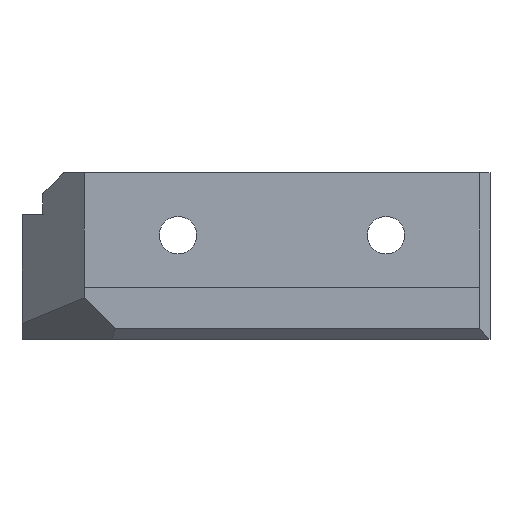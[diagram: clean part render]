
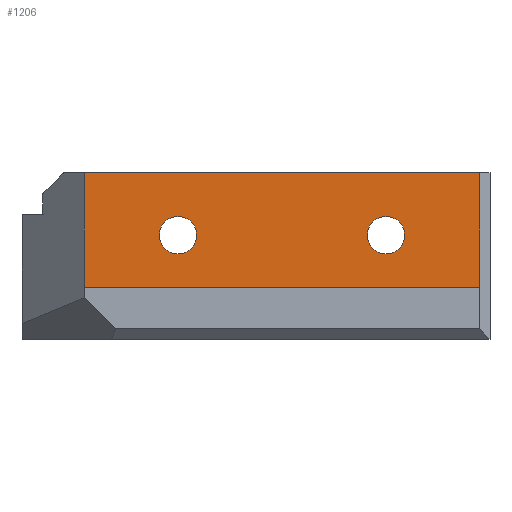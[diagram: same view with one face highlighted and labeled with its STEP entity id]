
A CAD part, left-side view. The second image highlights one B-rep face of the part: STEP entity #1206.
In plain terms, the highlighted planar face has unit normal (-1, 0, 0).
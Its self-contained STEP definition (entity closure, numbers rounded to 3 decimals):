
#100 = PLANE('',#101);
#101 = AXIS2_PLACEMENT_3D('',#102,#103,#104);
#102 = CARTESIAN_POINT('',(11.107,-2.893,-1.));
#103 = DIRECTION('',(-0.707,0.707,0.));
#104 = DIRECTION('',(-0.,0.,-1.));
#408 = VERTEX_POINT('',#409);
#409 = CARTESIAN_POINT('',(0.,-14.,5.));
#425 = PLANE('',#426);
#426 = AXIS2_PLACEMENT_3D('',#427,#428,#429);
#427 = CARTESIAN_POINT('',(0.,-8.,0.));
#428 = DIRECTION('',(1.,0.,0.));
#429 = DIRECTION('',(0.,0.,-1.));
#545 = VERTEX_POINT('',#546);
#546 = CARTESIAN_POINT('',(0.,-14.,16.));
#560 = PLANE('',#561);
#561 = AXIS2_PLACEMENT_3D('',#562,#563,#564);
#562 = CARTESIAN_POINT('',(0.,-8.,16.));
#563 = DIRECTION('',(0.,0.,1.));
#564 = DIRECTION('',(-1.,0.,0.));
#572 = EDGE_CURVE('',#545,#408,#573,.T.);
#573 = SURFACE_CURVE('',#574,(#578,#585),.PCURVE_S1.);
#574 = LINE('',#575,#576);
#575 = CARTESIAN_POINT('',(0.,-14.,-0.5));
#576 = VECTOR('',#577,1.);
#577 = DIRECTION('',(0.,0.,-1.));
#578 = PCURVE('',#100,#579);
#579 = DEFINITIONAL_REPRESENTATION('',(#580),#584);
#580 = LINE('',#581,#582);
#581 = CARTESIAN_POINT('',(-0.5,15.707));
#582 = VECTOR('',#583,1.);
#583 = DIRECTION('',(1.,-0.));
#584 = ( GEOMETRIC_REPRESENTATION_CONTEXT(2) 
PARAMETRIC_REPRESENTATION_CONTEXT() REPRESENTATION_CONTEXT('2D SPACE',''
  ) );
#585 = PCURVE('',#586,#591);
#586 = PLANE('',#587);
#587 = AXIS2_PLACEMENT_3D('',#588,#589,#590);
#588 = CARTESIAN_POINT('',(0.,-8.,0.));
#589 = DIRECTION('',(1.,0.,0.));
#590 = DIRECTION('',(0.,0.,-1.));
#591 = DEFINITIONAL_REPRESENTATION('',(#592),#596);
#592 = LINE('',#593,#594);
#593 = CARTESIAN_POINT('',(0.5,-6.));
#594 = VECTOR('',#595,1.);
#595 = DIRECTION('',(1.,-0.));
#596 = ( GEOMETRIC_REPRESENTATION_CONTEXT(2) 
PARAMETRIC_REPRESENTATION_CONTEXT() REPRESENTATION_CONTEXT('2D SPACE',''
  ) );
#1133 = EDGE_CURVE('',#408,#1134,#1136,.T.);
#1134 = VERTEX_POINT('',#1135);
#1135 = CARTESIAN_POINT('',(0.,-52.,5.));
#1136 = SURFACE_CURVE('',#1137,(#1141,#1148),.PCURVE_S1.);
#1137 = LINE('',#1138,#1139);
#1138 = CARTESIAN_POINT('',(0.,-8.,5.));
#1139 = VECTOR('',#1140,1.);
#1140 = DIRECTION('',(-0.,-1.,-0.));
#1141 = PCURVE('',#425,#1142);
#1142 = DEFINITIONAL_REPRESENTATION('',(#1143),#1147);
#1143 = LINE('',#1144,#1145);
#1144 = CARTESIAN_POINT('',(-5.,0.));
#1145 = VECTOR('',#1146,1.);
#1146 = DIRECTION('',(-0.,-1.));
#1147 = ( GEOMETRIC_REPRESENTATION_CONTEXT(2) 
PARAMETRIC_REPRESENTATION_CONTEXT() REPRESENTATION_CONTEXT('2D SPACE',''
  ) );
#1148 = PCURVE('',#586,#1149);
#1149 = DEFINITIONAL_REPRESENTATION('',(#1150),#1154);
#1150 = LINE('',#1151,#1152);
#1151 = CARTESIAN_POINT('',(-5.,0.));
#1152 = VECTOR('',#1153,1.);
#1153 = DIRECTION('',(-0.,-1.));
#1154 = ( GEOMETRIC_REPRESENTATION_CONTEXT(2) 
PARAMETRIC_REPRESENTATION_CONTEXT() REPRESENTATION_CONTEXT('2D SPACE',''
  ) );
#1195 = PLANE('',#1196);
#1196 = AXIS2_PLACEMENT_3D('',#1197,#1198,#1199);
#1197 = CARTESIAN_POINT('',(-10.107,-41.893,-1.));
#1198 = DIRECTION('',(-0.707,-0.707,0.));
#1199 = DIRECTION('',(0.,0.,-1.));
#1206 = ADVANCED_FACE('',(#1207,#1255,#1290),#586,.F.);
#1207 = FACE_BOUND('',#1208,.T.);
#1208 = EDGE_LOOP('',(#1209,#1232,#1233,#1234));
#1209 = ORIENTED_EDGE('',*,*,#1210,.F.);
#1210 = EDGE_CURVE('',#545,#1211,#1213,.T.);
#1211 = VERTEX_POINT('',#1212);
#1212 = CARTESIAN_POINT('',(0.,-52.,16.));
#1213 = SURFACE_CURVE('',#1214,(#1218,#1225),.PCURVE_S1.);
#1214 = LINE('',#1215,#1216);
#1215 = CARTESIAN_POINT('',(0.,-8.,16.));
#1216 = VECTOR('',#1217,1.);
#1217 = DIRECTION('',(-0.,-1.,-0.));
#1218 = PCURVE('',#586,#1219);
#1219 = DEFINITIONAL_REPRESENTATION('',(#1220),#1224);
#1220 = LINE('',#1221,#1222);
#1221 = CARTESIAN_POINT('',(-16.,0.));
#1222 = VECTOR('',#1223,1.);
#1223 = DIRECTION('',(-0.,-1.));
#1224 = ( GEOMETRIC_REPRESENTATION_CONTEXT(2) 
PARAMETRIC_REPRESENTATION_CONTEXT() REPRESENTATION_CONTEXT('2D SPACE',''
  ) );
#1225 = PCURVE('',#560,#1226);
#1226 = DEFINITIONAL_REPRESENTATION('',(#1227),#1231);
#1227 = LINE('',#1228,#1229);
#1228 = CARTESIAN_POINT('',(-0.,-0.));
#1229 = VECTOR('',#1230,1.);
#1230 = DIRECTION('',(-0.,1.));
#1231 = ( GEOMETRIC_REPRESENTATION_CONTEXT(2) 
PARAMETRIC_REPRESENTATION_CONTEXT() REPRESENTATION_CONTEXT('2D SPACE',''
  ) );
#1232 = ORIENTED_EDGE('',*,*,#572,.T.);
#1233 = ORIENTED_EDGE('',*,*,#1133,.T.);
#1234 = ORIENTED_EDGE('',*,*,#1235,.T.);
#1235 = EDGE_CURVE('',#1134,#1211,#1236,.T.);
#1236 = SURFACE_CURVE('',#1237,(#1241,#1248),.PCURVE_S1.);
#1237 = LINE('',#1238,#1239);
#1238 = CARTESIAN_POINT('',(0.,-52.,-0.5));
#1239 = VECTOR('',#1240,1.);
#1240 = DIRECTION('',(0.,0.,1.));
#1241 = PCURVE('',#586,#1242);
#1242 = DEFINITIONAL_REPRESENTATION('',(#1243),#1247);
#1243 = LINE('',#1244,#1245);
#1244 = CARTESIAN_POINT('',(0.5,-44.));
#1245 = VECTOR('',#1246,1.);
#1246 = DIRECTION('',(-1.,0.));
#1247 = ( GEOMETRIC_REPRESENTATION_CONTEXT(2) 
PARAMETRIC_REPRESENTATION_CONTEXT() REPRESENTATION_CONTEXT('2D SPACE',''
  ) );
#1248 = PCURVE('',#1195,#1249);
#1249 = DEFINITIONAL_REPRESENTATION('',(#1250),#1254);
#1250 = LINE('',#1251,#1252);
#1251 = CARTESIAN_POINT('',(-0.5,14.293));
#1252 = VECTOR('',#1253,1.);
#1253 = DIRECTION('',(-1.,-0.));
#1254 = ( GEOMETRIC_REPRESENTATION_CONTEXT(2) 
PARAMETRIC_REPRESENTATION_CONTEXT() REPRESENTATION_CONTEXT('2D SPACE',''
  ) );
#1255 = FACE_BOUND('',#1256,.T.);
#1256 = EDGE_LOOP('',(#1257));
#1257 = ORIENTED_EDGE('',*,*,#1258,.F.);
#1258 = EDGE_CURVE('',#1259,#1259,#1261,.T.);
#1259 = VERTEX_POINT('',#1260);
#1260 = CARTESIAN_POINT('',(0.,-43.,8.2));
#1261 = SURFACE_CURVE('',#1262,(#1267,#1278),.PCURVE_S1.);
#1262 = CIRCLE('',#1263,1.8);
#1263 = AXIS2_PLACEMENT_3D('',#1264,#1265,#1266);
#1264 = CARTESIAN_POINT('',(0.,-43.,10.));
#1265 = DIRECTION('',(-1.,0.,0.));
#1266 = DIRECTION('',(0.,-0.,-1.));
#1267 = PCURVE('',#586,#1268);
#1268 = DEFINITIONAL_REPRESENTATION('',(#1269),#1277);
#1269 = ( BOUNDED_CURVE() B_SPLINE_CURVE(2,(#1270,#1271,#1272,#1273,
#1274,#1275,#1276),.UNSPECIFIED.,.T.,.F.) B_SPLINE_CURVE_WITH_KNOTS((1,2
    ,2,2,2,1),(-2.094,0.,2.094,4.189,
6.283,8.378),.UNSPECIFIED.) CURVE() 
GEOMETRIC_REPRESENTATION_ITEM() RATIONAL_B_SPLINE_CURVE((1.,0.5,1.,0.5,
1.,0.5,1.)) REPRESENTATION_ITEM('') );
#1270 = CARTESIAN_POINT('',(-8.2,-35.));
#1271 = CARTESIAN_POINT('',(-8.2,-38.118));
#1272 = CARTESIAN_POINT('',(-10.9,-36.559));
#1273 = CARTESIAN_POINT('',(-13.6,-35.));
#1274 = CARTESIAN_POINT('',(-10.9,-33.441));
#1275 = CARTESIAN_POINT('',(-8.2,-31.882));
#1276 = CARTESIAN_POINT('',(-8.2,-35.));
#1277 = ( GEOMETRIC_REPRESENTATION_CONTEXT(2) 
PARAMETRIC_REPRESENTATION_CONTEXT() REPRESENTATION_CONTEXT('2D SPACE',''
  ) );
#1278 = PCURVE('',#1279,#1284);
#1279 = CYLINDRICAL_SURFACE('',#1280,1.8);
#1280 = AXIS2_PLACEMENT_3D('',#1281,#1282,#1283);
#1281 = CARTESIAN_POINT('',(-1.,-43.,10.));
#1282 = DIRECTION('',(1.,0.,0.));
#1283 = DIRECTION('',(0.,0.,-1.));
#1284 = DEFINITIONAL_REPRESENTATION('',(#1285),#1289);
#1285 = LINE('',#1286,#1287);
#1286 = CARTESIAN_POINT('',(-0.,1.));
#1287 = VECTOR('',#1288,1.);
#1288 = DIRECTION('',(-1.,0.));
#1289 = ( GEOMETRIC_REPRESENTATION_CONTEXT(2) 
PARAMETRIC_REPRESENTATION_CONTEXT() REPRESENTATION_CONTEXT('2D SPACE',''
  ) );
#1290 = FACE_BOUND('',#1291,.T.);
#1291 = EDGE_LOOP('',(#1292));
#1292 = ORIENTED_EDGE('',*,*,#1293,.F.);
#1293 = EDGE_CURVE('',#1294,#1294,#1296,.T.);
#1294 = VERTEX_POINT('',#1295);
#1295 = CARTESIAN_POINT('',(0.,-23.,8.2));
#1296 = SURFACE_CURVE('',#1297,(#1302,#1313),.PCURVE_S1.);
#1297 = CIRCLE('',#1298,1.8);
#1298 = AXIS2_PLACEMENT_3D('',#1299,#1300,#1301);
#1299 = CARTESIAN_POINT('',(0.,-23.,10.));
#1300 = DIRECTION('',(-1.,0.,0.));
#1301 = DIRECTION('',(0.,-0.,-1.));
#1302 = PCURVE('',#586,#1303);
#1303 = DEFINITIONAL_REPRESENTATION('',(#1304),#1312);
#1304 = ( BOUNDED_CURVE() B_SPLINE_CURVE(2,(#1305,#1306,#1307,#1308,
#1309,#1310,#1311),.UNSPECIFIED.,.T.,.F.) B_SPLINE_CURVE_WITH_KNOTS((1,2
    ,2,2,2,1),(-2.094,0.,2.094,4.189,
6.283,8.378),.UNSPECIFIED.) CURVE() 
GEOMETRIC_REPRESENTATION_ITEM() RATIONAL_B_SPLINE_CURVE((1.,0.5,1.,0.5,
1.,0.5,1.)) REPRESENTATION_ITEM('') );
#1305 = CARTESIAN_POINT('',(-8.2,-15.));
#1306 = CARTESIAN_POINT('',(-8.2,-18.118));
#1307 = CARTESIAN_POINT('',(-10.9,-16.559));
#1308 = CARTESIAN_POINT('',(-13.6,-15.));
#1309 = CARTESIAN_POINT('',(-10.9,-13.441));
#1310 = CARTESIAN_POINT('',(-8.2,-11.882));
#1311 = CARTESIAN_POINT('',(-8.2,-15.));
#1312 = ( GEOMETRIC_REPRESENTATION_CONTEXT(2) 
PARAMETRIC_REPRESENTATION_CONTEXT() REPRESENTATION_CONTEXT('2D SPACE',''
  ) );
#1313 = PCURVE('',#1314,#1319);
#1314 = CYLINDRICAL_SURFACE('',#1315,1.8);
#1315 = AXIS2_PLACEMENT_3D('',#1316,#1317,#1318);
#1316 = CARTESIAN_POINT('',(-1.,-23.,10.));
#1317 = DIRECTION('',(1.,0.,0.));
#1318 = DIRECTION('',(0.,0.,-1.));
#1319 = DEFINITIONAL_REPRESENTATION('',(#1320),#1324);
#1320 = LINE('',#1321,#1322);
#1321 = CARTESIAN_POINT('',(-0.,1.));
#1322 = VECTOR('',#1323,1.);
#1323 = DIRECTION('',(-1.,0.));
#1324 = ( GEOMETRIC_REPRESENTATION_CONTEXT(2) 
PARAMETRIC_REPRESENTATION_CONTEXT() REPRESENTATION_CONTEXT('2D SPACE',''
  ) );
